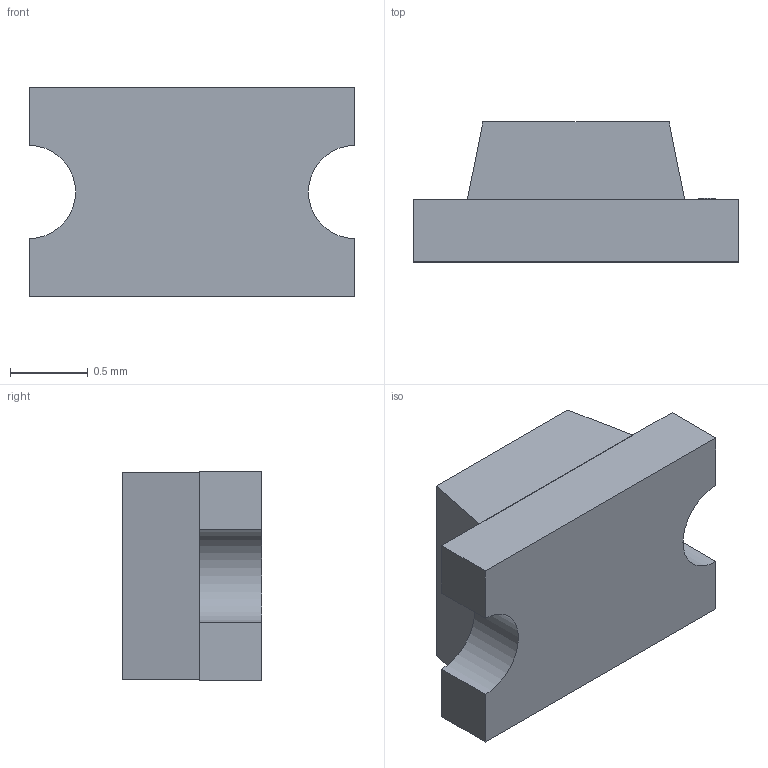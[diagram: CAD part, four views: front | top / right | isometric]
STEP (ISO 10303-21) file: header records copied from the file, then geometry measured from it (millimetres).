
FILE_DESCRIPTION (( 'STEP AP214' ), '1' );
FILE_NAME ('LHR974.STEP', '2015-11-14T21:45:07', ( '' ), ( '' ), 'SwSTEP 2.0', 'SolidWorks 2014', '' );
FILE_SCHEMA (( 'AUTOMOTIVE_DESIGN' ));
Length unit declared in the file: millimetre
Products named in the file (1): LHR974
Bounding box: 2.1 x 0.9 x 1.35 mm (x, y, z)
Volume: 1.9 mm3; surface area: 14.3 mm2
Topology: 2 solids, 2 shells, 19 faces, 42 edges, 28 vertices
Faces by surface type: plane 15, cylinder 4
Entity records: 776 total; most frequent: DIRECTION 90, CARTESIAN_POINT 90, ORIENTED_EDGE 84, EDGE_CURVE 42, VECTOR 34, LINE 34, AXIS2_PLACEMENT_3D 28, VERTEX_POINT 28
